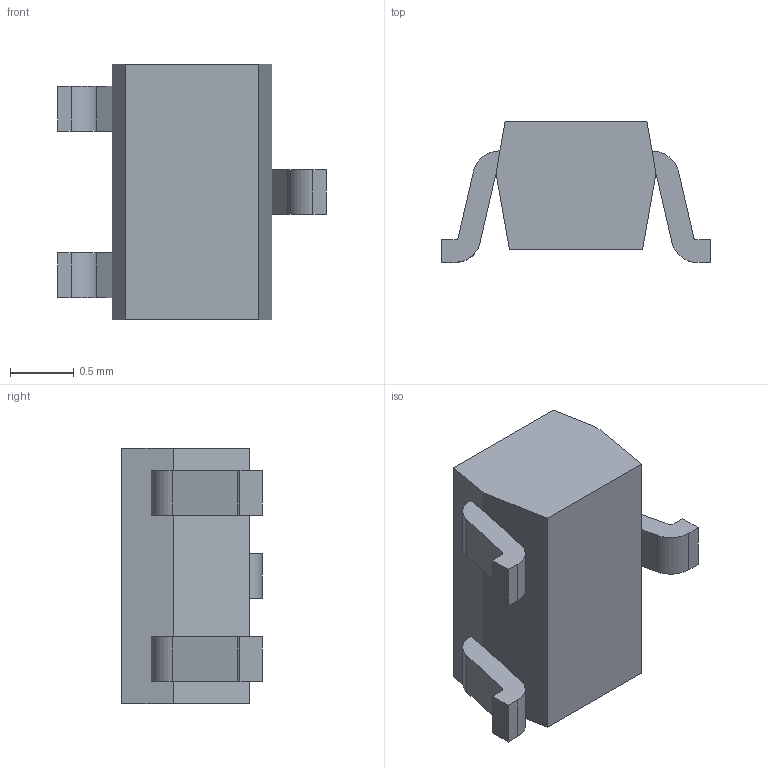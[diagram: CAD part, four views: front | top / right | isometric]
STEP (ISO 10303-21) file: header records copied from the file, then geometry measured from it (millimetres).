
FILE_DESCRIPTION (( 'STEP AP214' ), '1' );
FILE_NAME ('BC847BW115_V2.STEP', '2022-01-05T18:14:43', ( '' ), ( '' ), 'SwSTEP 2.0', 'SolidWorks 2018', '' );
FILE_SCHEMA (( 'AUTOMOTIVE_DESIGN' ));
Length unit declared in the file: millimetre
Products named in the file (1): BC847BW115_V2
Bounding box: 2.1 x 1.1 x 2 mm (x, y, z)
Volume: 2.5 mm3; surface area: 14 mm2
Topology: 4 solids, 4 shells, 41 faces, 99 edges, 66 vertices
Faces by surface type: plane 32, cylinder 9
Entity records: 1252 total; most frequent: CARTESIAN_POINT 207, DIRECTION 201, ORIENTED_EDGE 198, EDGE_CURVE 99, VECTOR 81, LINE 81, VERTEX_POINT 66, AXIS2_PLACEMENT_3D 60
